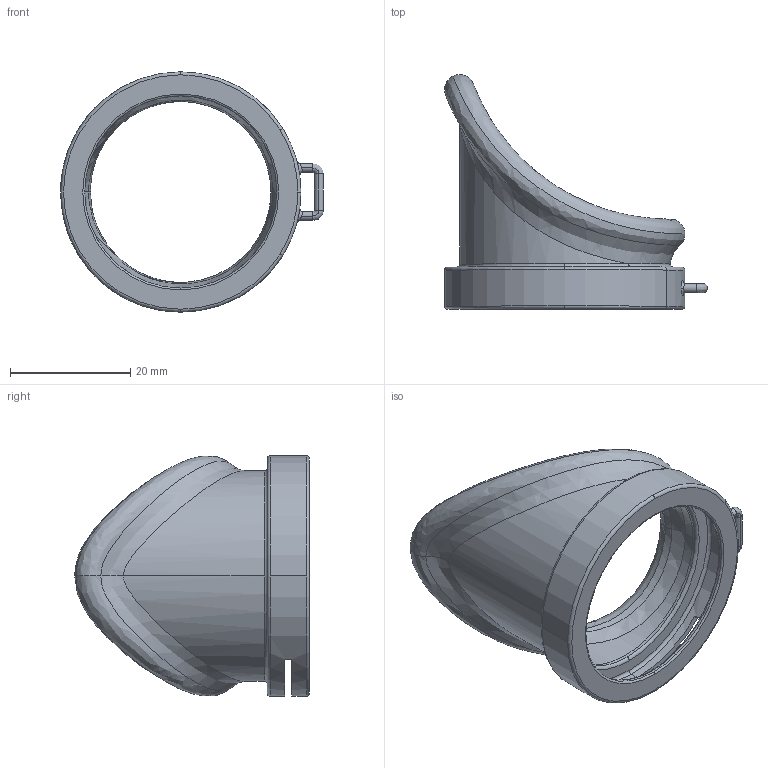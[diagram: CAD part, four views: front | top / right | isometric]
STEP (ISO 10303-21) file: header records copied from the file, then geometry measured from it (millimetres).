
FILE_DESCRIPTION(('STEP AP214'),'1');
FILE_NAME('Eyecup.stp','2012-08-09T20:40:38',(' '),(' '),'Spatial InterOp 3D',' ',' ');
FILE_SCHEMA(('automotive_design'));
Length unit declared in the file: metre
Products named in the file (1): 1
Bounding box: 43.75 x 39.03 x 40 mm (x, y, z)
Volume: 5800.2 mm3; surface area: 6896.1 mm2
Topology: 1 solids, 1 shells, 81 faces, 204 edges, 126 vertices
Faces by surface type: cylinder 28, torus 23, bspline 16, plane 10, revolution 4
Entity records: 6949 total; most frequent: CARTESIAN_POINT 4372, ORIENTED_EDGE 408, DIRECTION 400, EDGE_CURVE 204, AXIS2_PLACEMENT_3D 180, VERTEX_POINT 126, CIRCLE 118, EDGE_LOOP 88
